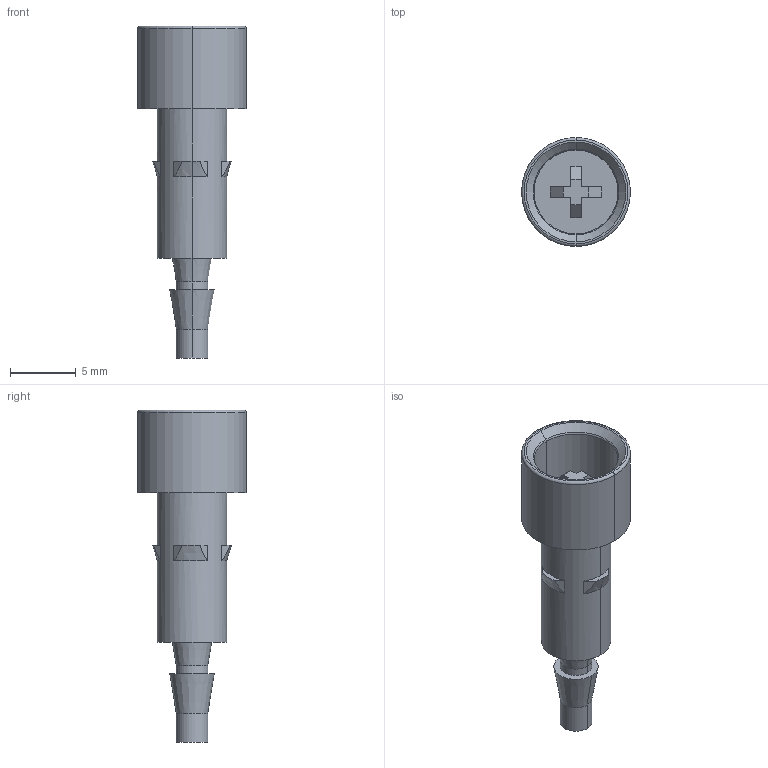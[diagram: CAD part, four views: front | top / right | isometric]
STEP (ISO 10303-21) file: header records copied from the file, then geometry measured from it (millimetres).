
FILE_DESCRIPTION (( 'STEP AP214' ), '1' );
FILE_NAME ('37819~0.STEP', '2018-12-06T09:40:30', ( '' ), ( '' ), 'SwSTEP 2.0', 'SolidWorks 2018', '' );
FILE_SCHEMA (( 'AUTOMOTIVE_DESIGN' ));
Length unit declared in the file: millimetre
Products named in the file (1): 37819~0
Bounding box: 8.3 x 8.3 x 25.3 mm (x, y, z)
Volume: 484.7 mm3; surface area: 657.5 mm2
Topology: 1 solids, 1 shells, 60 faces, 142 edges, 91 vertices
Faces by surface type: plane 35, cone 11, cylinder 10, torus 4
Entity records: 2040 total; most frequent: CARTESIAN_POINT 334, DIRECTION 307, ORIENTED_EDGE 284, EDGE_CURVE 142, AXIS2_PLACEMENT_3D 112, VERTEX_POINT 91, LINE 83, VECTOR 83
